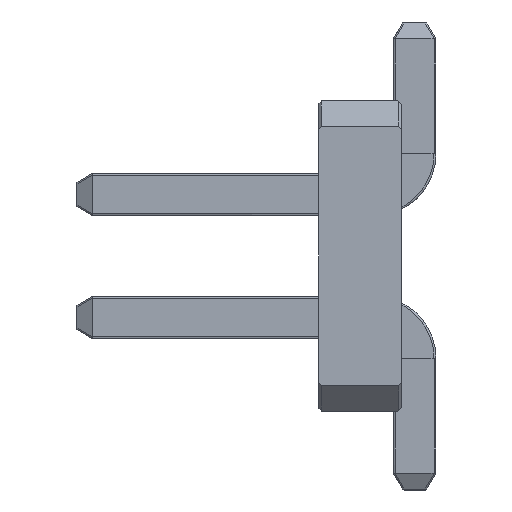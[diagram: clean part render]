
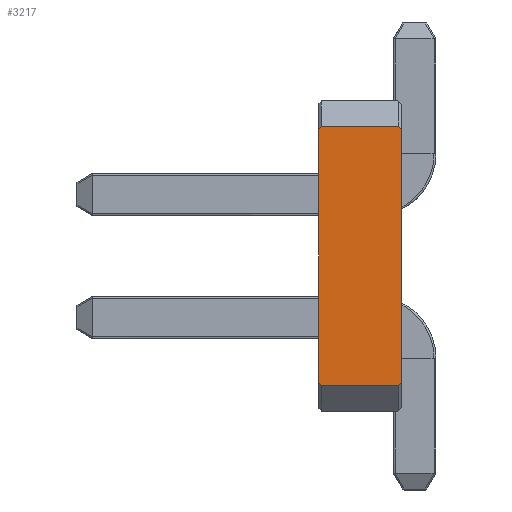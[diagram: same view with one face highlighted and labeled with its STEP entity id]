
A CAD part, left-side view. The second image highlights one B-rep face of the part: STEP entity #3217.
In plain terms, the highlighted planar face has unit normal (-1, 0, 0).
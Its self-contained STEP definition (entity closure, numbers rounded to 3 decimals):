
#31 = LINE ( 'NONE', #1040, #1452 ) ;
#98 = VECTOR ( 'NONE', #526, 1000. ) ;
#318 = VECTOR ( 'NONE', #1843, 1000. ) ;
#341 = DIRECTION ( 'NONE',  ( 1., 0., 0. ) ) ;
#436 = EDGE_CURVE ( 'NONE', #1343, #2411, #1056, .T. ) ;
#468 = CARTESIAN_POINT ( 'NONE',  ( -0.635, 1.008, 1.081 ) ) ;
#499 = FACE_OUTER_BOUND ( 'NONE', #2189, .T. ) ;
#526 = DIRECTION ( 'NONE',  ( 0., -0.577, 0.816 ) ) ;
#562 = DIRECTION ( 'NONE',  ( 0., 0., -1. ) ) ;
#580 = CARTESIAN_POINT ( 'NONE',  ( -0.635, 0.825, 1.34 ) ) ;
#582 = VERTEX_POINT ( 'NONE', #2377 ) ;
#586 = VERTEX_POINT ( 'NONE', #2884 ) ;
#597 = EDGE_CURVE ( 'NONE', #684, #586, #3187, .T. ) ;
#684 = VERTEX_POINT ( 'NONE', #2005 ) ;
#770 = CARTESIAN_POINT ( 'NONE',  ( -0.635, 0.85, 1.305 ) ) ;
#1012 = CARTESIAN_POINT ( 'NONE',  ( -0.635, 0.025, 1.34 ) ) ;
#1040 = CARTESIAN_POINT ( 'NONE',  ( -0.635, 0., -1.34 ) ) ;
#1056 = LINE ( 'NONE', #1592, #98 ) ;
#1126 = EDGE_CURVE ( 'NONE', #2411, #582, #31, .T. ) ;
#1145 = DIRECTION ( 'NONE',  ( 0., 0.577, 0.816 ) ) ;
#1162 = ORIENTED_EDGE ( 'NONE', *, *, #597, .T. ) ;
#1211 = LINE ( 'NONE', #468, #318 ) ;
#1221 = EDGE_CURVE ( 'NONE', #582, #1587, #2403, .T. ) ;
#1236 = EDGE_CURVE ( 'NONE', #1802, #1587, #1951, .T. ) ;
#1343 = VERTEX_POINT ( 'NONE', #2249 ) ;
#1409 = VECTOR ( 'NONE', #2171, 1000. ) ;
#1452 = VECTOR ( 'NONE', #2057, 1000. ) ;
#1581 = ORIENTED_EDGE ( 'NONE', *, *, #1221, .T. ) ;
#1587 = VERTEX_POINT ( 'NONE', #1012 ) ;
#1592 = CARTESIAN_POINT ( 'NONE',  ( -0.635, 0.025, -1.34 ) ) ;
#1614 = VECTOR ( 'NONE', #1145, 1000. ) ;
#1652 = VECTOR ( 'NONE', #2285, 1000. ) ;
#1770 = EDGE_CURVE ( 'NONE', #586, #1343, #2391, .T. ) ;
#1802 = VERTEX_POINT ( 'NONE', #580 ) ;
#1843 = DIRECTION ( 'NONE',  ( 0., 0.577, -0.816 ) ) ;
#1871 = DIRECTION ( 'NONE',  ( 0., -0.577, -0.816 ) ) ;
#1876 = ORIENTED_EDGE ( 'NONE', *, *, #3018, .T. ) ;
#1913 = CARTESIAN_POINT ( 'NONE',  ( -0.635, 0.025, 1.34 ) ) ;
#1935 = AXIS2_PLACEMENT_3D ( 'NONE', #3128, #341, #562 ) ;
#1951 = LINE ( 'NONE', #2388, #1409 ) ;
#1965 = ORIENTED_EDGE ( 'NONE', *, *, #2281, .F. ) ;
#2005 = CARTESIAN_POINT ( 'NONE',  ( -0.635, 0.85, -1.305 ) ) ;
#2046 = LINE ( 'NONE', #3050, #1652 ) ;
#2057 = DIRECTION ( 'NONE',  ( 0., 0., 1. ) ) ;
#2093 = ORIENTED_EDGE ( 'NONE', *, *, #1770, .T. ) ;
#2171 = DIRECTION ( 'NONE',  ( 0., -1., 0. ) ) ;
#2189 = EDGE_LOOP ( 'NONE', ( #1965, #1162, #2093, #2706, #2563, #1581, #2579, #1876 ) ) ;
#2249 = CARTESIAN_POINT ( 'NONE',  ( -0.635, 0.025, -1.34 ) ) ;
#2281 = EDGE_CURVE ( 'NONE', #684, #2639, #2046, .T. ) ;
#2285 = DIRECTION ( 'NONE',  ( 0., 0., 1. ) ) ;
#2306 = VECTOR ( 'NONE', #2378, 1000. ) ;
#2359 = CARTESIAN_POINT ( 'NONE',  ( -0.635, 0.85, -1.34 ) ) ;
#2377 = CARTESIAN_POINT ( 'NONE',  ( -0.635, 0., 1.305 ) ) ;
#2378 = DIRECTION ( 'NONE',  ( 0., -1., 0. ) ) ;
#2388 = CARTESIAN_POINT ( 'NONE',  ( -0.635, 0.85, 1.34 ) ) ;
#2391 = LINE ( 'NONE', #2359, #2306 ) ;
#2403 = LINE ( 'NONE', #1913, #1614 ) ;
#2411 = VERTEX_POINT ( 'NONE', #2444 ) ;
#2425 = CARTESIAN_POINT ( 'NONE',  ( -0.635, 1.008, -1.081 ) ) ;
#2444 = CARTESIAN_POINT ( 'NONE',  ( -0.635, 0., -1.305 ) ) ;
#2563 = ORIENTED_EDGE ( 'NONE', *, *, #1126, .T. ) ;
#2579 = ORIENTED_EDGE ( 'NONE', *, *, #1236, .F. ) ;
#2639 = VERTEX_POINT ( 'NONE', #770 ) ;
#2706 = ORIENTED_EDGE ( 'NONE', *, *, #436, .T. ) ;
#2884 = CARTESIAN_POINT ( 'NONE',  ( -0.635, 0.825, -1.34 ) ) ;
#2937 = VECTOR ( 'NONE', #1871, 1000. ) ;
#3018 = EDGE_CURVE ( 'NONE', #1802, #2639, #1211, .T. ) ;
#3050 = CARTESIAN_POINT ( 'NONE',  ( -0.635, 0.85, -1.34 ) ) ;
#3063 = PLANE ( 'NONE',  #1935 ) ;
#3128 = CARTESIAN_POINT ( 'NONE',  ( -0.635, 0.85, -1.34 ) ) ;
#3187 = LINE ( 'NONE', #2425, #2937 ) ;
#3217 = ADVANCED_FACE ( 'NONE', ( #499 ), #3063, .F. ) ;
